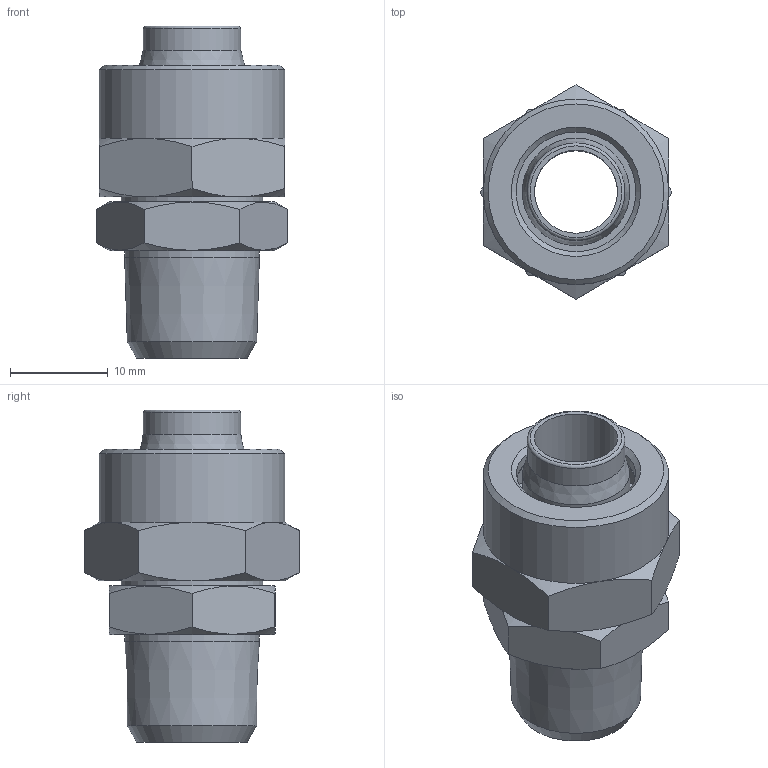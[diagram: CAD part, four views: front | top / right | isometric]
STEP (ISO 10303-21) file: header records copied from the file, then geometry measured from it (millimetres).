
FILE_DESCRIPTION(/* description */ ('Unknown'),/* implementation_level */ '2;1');
FILE_NAME(/* name */ 'D151141210NI',/* time_stamp */ '2018-12-14T15:14:57+01:00',/* author */ ('UNIC_S.R.L.'),/* organization */ ('Unknown'),/* preprocessor_version */ 'ST-DEVELOPER v16.7',/* originating_system */ 'DEX',/* authorisation */ $);
FILE_SCHEMA (('AUTOMOTIVE_DESIGN {1 0 10303 214 3 1 1}'));
Length unit declared in the file: millimetre
Products named in the file (3): D151141210NI; D151141210CNI; D1701210NI
Assembly tree (2 placements, depth 2):
  D151141210NI
    D151141210CNI
    D1701210NI
Bounding box: 19.63 x 21.94 x 34 mm (x, y, z)
Volume: 5037.5 mm3; surface area: 4490.6 mm2
Topology: 2 solids, 2 shells, 55 faces, 113 edges, 66 vertices
Faces by surface type: cone 23, plane 20, cylinder 10, torus 2
Full cylindrical faces by diameter (mm): 8.5 x1, 10 x1, 11 x1, 12.25 x1, 13.8 x1, 14.5 x1, 15 x2, 16 x1, 19 x1
Entity records: 1819 total; most frequent: CARTESIAN_POINT 348, DIRECTION 210, ORIENTED_EDGE 178, AXIS2_PLACEMENT_3D 99, EDGE_CURVE 89, EDGE_LOOP 86, FACE_BOUND 86, VERTEX_POINT 65
